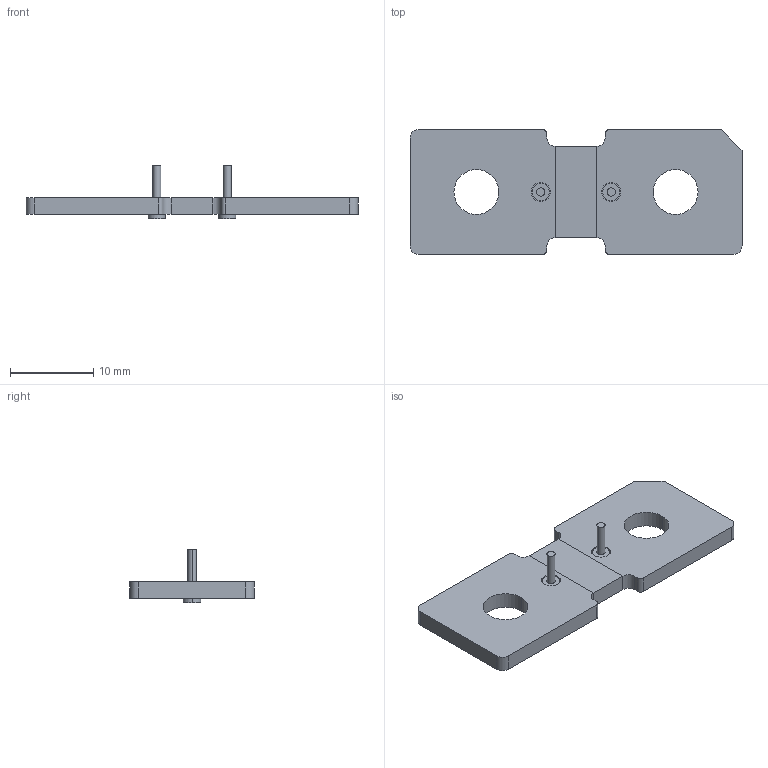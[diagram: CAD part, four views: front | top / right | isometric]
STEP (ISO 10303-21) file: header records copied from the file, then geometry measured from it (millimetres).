
FILE_DESCRIPTION(('STEP AP214'),'1');
FILE_NAME('.stp','2020-01-17T04:10:53',(' '),(' '),'Spatial InterOp 3D',' ',' ');
FILE_SCHEMA(('AUTOMOTIVE_DESIGN { 1 0 10303 214 1 1 1 1 }'));
Length unit declared in the file: metre
Products named in the file (8): HS100μΩCAD絵.解析モデル; Component1; Component2; Component3; Component4; Component5; Component6; Component7
Assembly tree (7 placements, depth 2):
  HS100μΩCAD絵.解析モデル
    Component1
    Component2
    Component3
    Component4
    Component5
    Component6
    Component7
Bounding box: 40 x 15 x 6.4 mm (x, y, z)
Volume: 1054.5 mm3; surface area: 1516.5 mm2
Topology: 7 solids, 7 shells, 76 faces, 168 edges, 112 vertices
Faces by surface type: cylinder 39, plane 37
Entity records: 2980 total; most frequent: DIRECTION 414, CARTESIAN_POINT 364, ORIENTED_EDGE 336, EDGE_CURVE 168, AXIS2_PLACEMENT_3D 162, VERTEX_POINT 112, EDGE_LOOP 90, LINE 90
